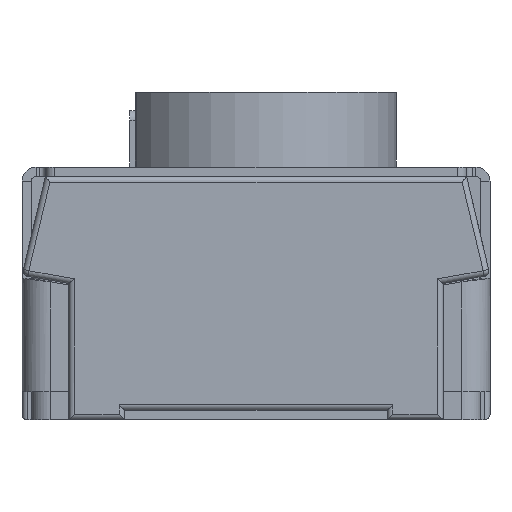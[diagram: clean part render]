
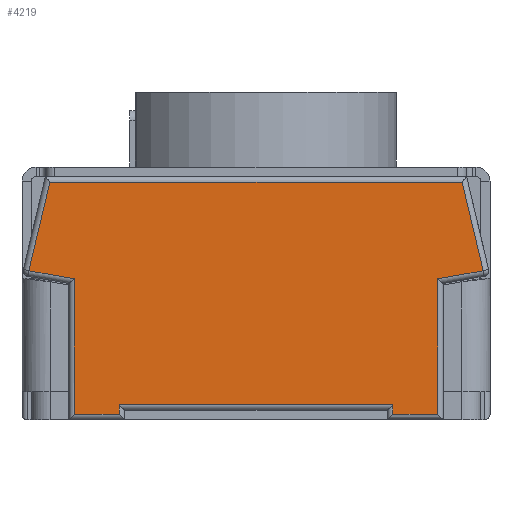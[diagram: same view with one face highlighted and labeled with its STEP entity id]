
A CAD part, left-side view. The second image highlights one B-rep face of the part: STEP entity #4219.
In plain terms, the highlighted planar face has unit normal (-1, 0, 0).
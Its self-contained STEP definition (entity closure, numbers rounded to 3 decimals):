
#4219 = ADVANCED_FACE('',(#4220),#4318,.F.);
#4220 = FACE_BOUND('',#4221,.T.);
#4221 = EDGE_LOOP('',(#4222,#4232,#4240,#4248,#4256,#4264,#4272,#4280,
    #4288,#4296,#4304,#4312));
#4222 = ORIENTED_EDGE('',*,*,#4223,.T.);
#4223 = EDGE_CURVE('',#4224,#4226,#4228,.T.);
#4224 = VERTEX_POINT('',#4225);
#4225 = CARTESIAN_POINT('',(-1.5,-0.966,0.753));
#4226 = VERTEX_POINT('',#4227);
#4227 = CARTESIAN_POINT('',(-1.5,-1.209,0.796));
#4228 = LINE('',#4229,#4230);
#4229 = CARTESIAN_POINT('',(-1.5,-1.254,0.804));
#4230 = VECTOR('',#4231,1.);
#4231 = DIRECTION('',(0.,-0.985,0.174));
#4232 = ORIENTED_EDGE('',*,*,#4233,.T.);
#4233 = EDGE_CURVE('',#4226,#4234,#4236,.T.);
#4234 = VERTEX_POINT('',#4235);
#4235 = CARTESIAN_POINT('',(-1.5,-1.097,1.27));
#4236 = LINE('',#4237,#4238);
#4237 = CARTESIAN_POINT('',(-1.5,-1.1,1.258));
#4238 = VECTOR('',#4239,1.);
#4239 = DIRECTION('',(0.,0.23,0.973));
#4240 = ORIENTED_EDGE('',*,*,#4241,.T.);
#4241 = EDGE_CURVE('',#4234,#4242,#4244,.T.);
#4242 = VERTEX_POINT('',#4243);
#4243 = CARTESIAN_POINT('',(-1.5,1.105,1.27));
#4244 = LINE('',#4245,#4246);
#4245 = CARTESIAN_POINT('',(-1.5,-1.171,1.27));
#4246 = VECTOR('',#4247,1.);
#4247 = DIRECTION('',(0.,1.,0.));
#4248 = ORIENTED_EDGE('',*,*,#4249,.T.);
#4249 = EDGE_CURVE('',#4242,#4250,#4252,.T.);
#4250 = VERTEX_POINT('',#4251);
#4251 = CARTESIAN_POINT('',(-1.5,1.217,0.796));
#4252 = LINE('',#4253,#4254);
#4253 = CARTESIAN_POINT('',(-1.5,1.225,0.765));
#4254 = VECTOR('',#4255,1.);
#4255 = DIRECTION('',(0.,0.23,-0.973));
#4256 = ORIENTED_EDGE('',*,*,#4257,.T.);
#4257 = EDGE_CURVE('',#4250,#4258,#4260,.T.);
#4258 = VERTEX_POINT('',#4259);
#4259 = CARTESIAN_POINT('',(-1.5,0.974,0.753));
#4260 = LINE('',#4261,#4262);
#4261 = CARTESIAN_POINT('',(-1.5,0.999,0.758));
#4262 = VECTOR('',#4263,1.);
#4263 = DIRECTION('',(0.,-0.985,-0.174));
#4264 = ORIENTED_EDGE('',*,*,#4265,.T.);
#4265 = EDGE_CURVE('',#4258,#4266,#4268,.T.);
#4266 = VERTEX_POINT('',#4267);
#4267 = CARTESIAN_POINT('',(-1.5,0.974,0.03));
#4268 = LINE('',#4269,#4270);
#4269 = CARTESIAN_POINT('',(-1.5,0.974,0.));
#4270 = VECTOR('',#4271,1.);
#4271 = DIRECTION('',(0.,0.,-1.));
#4272 = ORIENTED_EDGE('',*,*,#4273,.T.);
#4273 = EDGE_CURVE('',#4266,#4274,#4276,.T.);
#4274 = VERTEX_POINT('',#4275);
#4275 = CARTESIAN_POINT('',(-1.5,0.734,0.03));
#4276 = LINE('',#4277,#4278);
#4277 = CARTESIAN_POINT('',(-1.5,-1.171,0.03));
#4278 = VECTOR('',#4279,1.);
#4279 = DIRECTION('',(0.,-1.,0.));
#4280 = ORIENTED_EDGE('',*,*,#4281,.T.);
#4281 = EDGE_CURVE('',#4274,#4282,#4284,.T.);
#4282 = VERTEX_POINT('',#4283);
#4283 = CARTESIAN_POINT('',(-1.5,0.734,0.08));
#4284 = LINE('',#4285,#4286);
#4285 = CARTESIAN_POINT('',(-1.5,0.734,1.275));
#4286 = VECTOR('',#4287,1.);
#4287 = DIRECTION('',(0.,0.,1.));
#4288 = ORIENTED_EDGE('',*,*,#4289,.T.);
#4289 = EDGE_CURVE('',#4282,#4290,#4292,.T.);
#4290 = VERTEX_POINT('',#4291);
#4291 = CARTESIAN_POINT('',(-1.5,-0.726,0.08));
#4292 = LINE('',#4293,#4294);
#4293 = CARTESIAN_POINT('',(-1.5,-1.171,0.08));
#4294 = VECTOR('',#4295,1.);
#4295 = DIRECTION('',(0.,-1.,0.));
#4296 = ORIENTED_EDGE('',*,*,#4297,.T.);
#4297 = EDGE_CURVE('',#4290,#4298,#4300,.T.);
#4298 = VERTEX_POINT('',#4299);
#4299 = CARTESIAN_POINT('',(-1.5,-0.726,0.03));
#4300 = LINE('',#4301,#4302);
#4301 = CARTESIAN_POINT('',(-1.5,-0.726,1.275));
#4302 = VECTOR('',#4303,1.);
#4303 = DIRECTION('',(-0.,0.,-1.));
#4304 = ORIENTED_EDGE('',*,*,#4305,.T.);
#4305 = EDGE_CURVE('',#4298,#4306,#4308,.T.);
#4306 = VERTEX_POINT('',#4307);
#4307 = CARTESIAN_POINT('',(-1.5,-0.966,0.03));
#4308 = LINE('',#4309,#4310);
#4309 = CARTESIAN_POINT('',(-1.5,-1.171,0.03));
#4310 = VECTOR('',#4311,1.);
#4311 = DIRECTION('',(0.,-1.,0.));
#4312 = ORIENTED_EDGE('',*,*,#4313,.T.);
#4313 = EDGE_CURVE('',#4306,#4224,#4314,.T.);
#4314 = LINE('',#4315,#4316);
#4315 = CARTESIAN_POINT('',(-1.5,-0.966,1.275));
#4316 = VECTOR('',#4317,1.);
#4317 = DIRECTION('',(0.,0.,1.));
#4318 = PLANE('',#4319);
#4319 = AXIS2_PLACEMENT_3D('',#4320,#4321,#4322);
#4320 = CARTESIAN_POINT('',(-1.5,-1.171,1.275));
#4321 = DIRECTION('',(1.,0.,0.));
#4322 = DIRECTION('',(0.,1.,0.));
